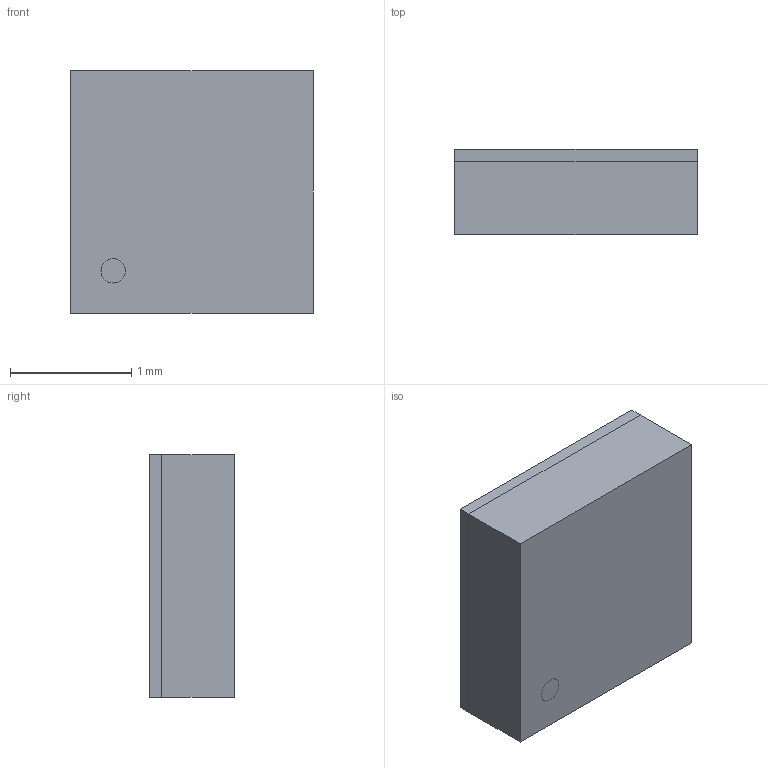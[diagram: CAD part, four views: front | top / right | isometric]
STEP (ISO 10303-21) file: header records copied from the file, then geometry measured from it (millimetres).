
FILE_DESCRIPTION (( 'STEP AP214' ), '1' );
FILE_NAME ('LIS2DTW12TR.STEP', '2022-03-18T06:56:10', ( '' ), ( '' ), 'SwSTEP 2.0', 'SolidWorks 2018', '' );
FILE_SCHEMA (( 'AUTOMOTIVE_DESIGN' ));
Length unit declared in the file: millimetre
Products named in the file (1): LIS2DTW12TR
Bounding box: 2 x 0.7 x 2 mm (x, y, z)
Volume: 2.8 mm3; surface area: 24.6 mm2
Topology: 15 solids, 15 shells, 151 faces, 324 edges, 216 vertices
Faces by surface type: plane 147, cylinder 4
Entity records: 5827 total; most frequent: CARTESIAN_POINT 692, ORIENTED_EDGE 648, DIRECTION 636, EDGE_CURVE 324, VECTOR 316, LINE 316, VERTEX_POINT 216, UNCERTAINTY_MEASURE_WITH_UNIT 168
